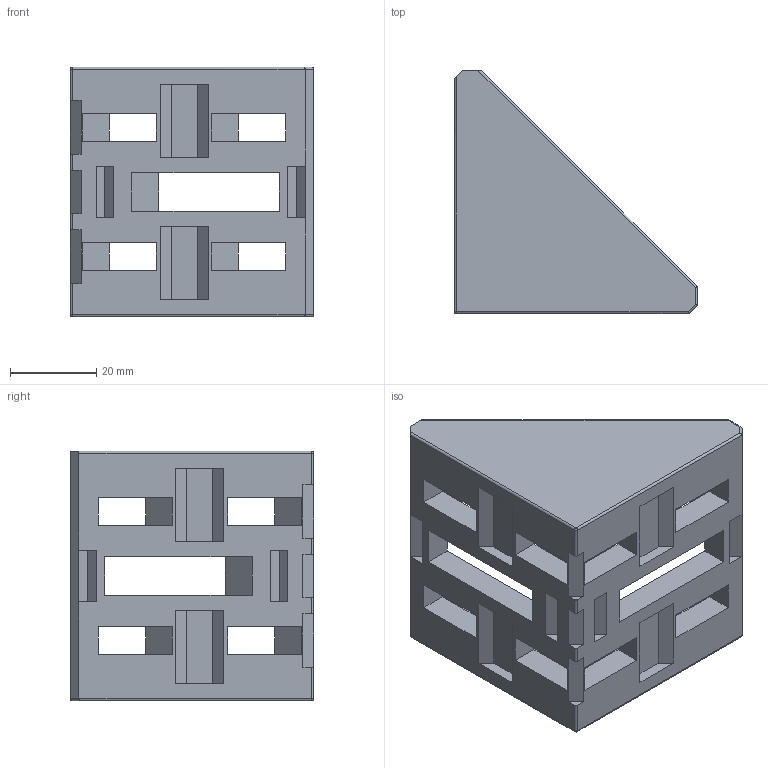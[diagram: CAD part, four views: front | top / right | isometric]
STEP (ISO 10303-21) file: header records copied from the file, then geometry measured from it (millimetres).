
FILE_DESCRIPTION(/* description */ ('Kątownik usztywniający 58x57'),/* implementation_level */ '2;1');
FILE_NAME(/* name */ '305857.stp',/* time_stamp */ '2022-10-07T08:53:55+02:00',/* author */ ('aluteckkpl_am'),/* organization */ (''),/* preprocessor_version */ 'ST-DEVELOPER v18.1',/* originating_system */ 'Autodesk Inventor 2021',/* authorisation */ '');
FILE_SCHEMA (('CONFIG_CONTROL_DESIGN'));
Length unit declared in the file: millimetre
Products named in the file (1): 305857
Bounding box: 56.5 x 56.5 x 58 mm (x, y, z)
Volume: 40849.8 mm3; surface area: 20055.8 mm2
Topology: 1 solids, 1 shells, 166 faces, 434 edges, 265 vertices
Faces by surface type: plane 115, cylinder 32, bspline 12, sphere 7
Entity records: 5306 total; most frequent: CARTESIAN_POINT 1247, ORIENTED_EDGE 846, DIRECTION 779, EDGE_CURVE 423, LINE 345, VECTOR 345, VERTEX_POINT 265, AXIS2_PLACEMENT_3D 217
